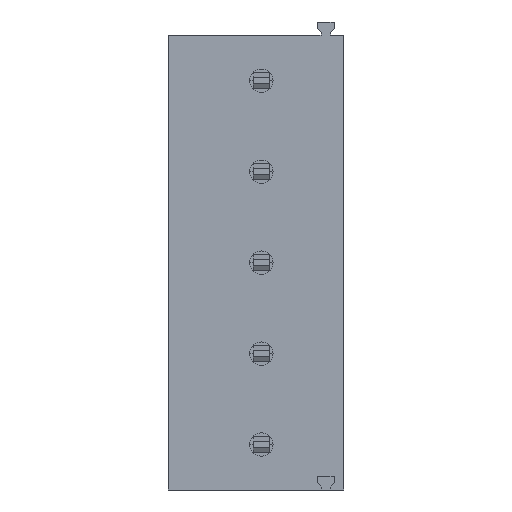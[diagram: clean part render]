
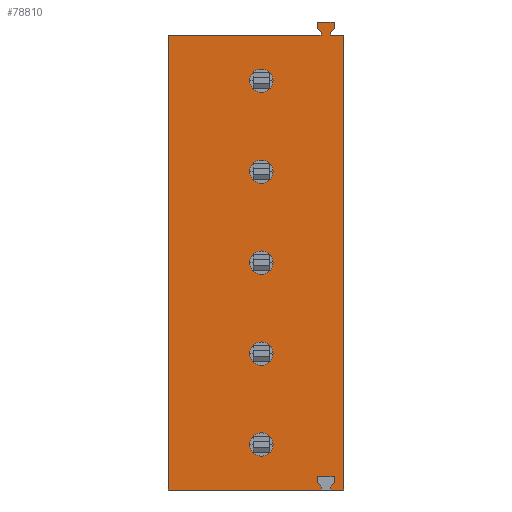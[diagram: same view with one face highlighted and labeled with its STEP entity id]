
A CAD part, front view. The second image highlights one B-rep face of the part: STEP entity #78810.
In plain terms, the highlighted planar face has unit normal (0, -1, 0).
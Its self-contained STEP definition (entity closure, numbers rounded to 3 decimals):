
#5510=CARTESIAN_POINT('',(-58.68,39.429,-5.));
#5520=VERTEX_POINT('',#5510);
#5550=CARTESIAN_POINT('',(-59.33,39.429,-5.));
#5560=DIRECTION('',(0.,-1.,0.));
#5570=DIRECTION('',(1.,0.,0.));
#5580=AXIS2_PLACEMENT_3D('',#5550,#5560,#5570);
#5590=CIRCLE('',#5580,0.65);
#5600=CARTESIAN_POINT('',(-59.98,39.429,-5.));
#5610=VERTEX_POINT('',#5600);
#5620=EDGE_CURVE('',#5610,#5520,#5590,.T.);
#7690=CARTESIAN_POINT('',(-54.73,39.429,-2.46));
#7700=VERTEX_POINT('',#7690);
#7730=CARTESIAN_POINT('',(-118.259,39.429,
-2.46));
#7740=DIRECTION('',(-1.,0.,0.));
#7750=VECTOR('',#7740,1.);
#7760=LINE('',#7730,#7750);
#7770=CARTESIAN_POINT('',(-55.46,39.429,-2.46));
#7780=VERTEX_POINT('',#7770);
#7790=EDGE_CURVE('',#7700,#7780,#7760,.T.);
#8010=CARTESIAN_POINT('',(-55.999,39.429,-2.46));
#8020=VERTEX_POINT('',#8010);
#8050=CARTESIAN_POINT('',(-64.53,39.429,-2.46));
#8060=VERTEX_POINT('',#8050);
#8070=EDGE_CURVE('',#8020,#8060,#7760,.T.);
#10770=CARTESIAN_POINT('',(-55.46,39.429,
-2.293));
#10780=VERTEX_POINT('',#10770);
#10880=CARTESIAN_POINT('',(-55.46,39.429,-10.));
#10890=DIRECTION('',(0.,0.,1.));
#10900=VECTOR('',#10890,1.);
#10910=LINE('',#10880,#10900);
#10920=EDGE_CURVE('',#7780,#10780,#10910,.T.);
#11220=CARTESIAN_POINT('',(-55.999,39.429,
-2.293));
#11230=VERTEX_POINT('',#11220);
#11260=CARTESIAN_POINT('',(-55.999,39.429,-10.));
#11270=DIRECTION('',(0.,0.,1.));
#11280=VECTOR('',#11270,1.);
#11290=LINE('',#11260,#11280);
#11300=EDGE_CURVE('',#8020,#11230,#11290,.T.);
#11600=CARTESIAN_POINT('',(-56.194,39.429,
-2.061));
#11610=VERTEX_POINT('',#11600);
#11640=CARTESIAN_POINT('',(-49.518,39.429,-10.));
#11650=DIRECTION('',(-0.644,0.,0.765));
#11660=VECTOR('',#11650,1.);
#11670=LINE('',#11640,#11660);
#11680=EDGE_CURVE('',#11230,#11610,#11670,.T.);
#11910=CARTESIAN_POINT('',(-56.194,39.429,
-1.719));
#11920=VERTEX_POINT('',#11910);
#12070=CARTESIAN_POINT('',(-55.265,39.429,
-1.719));
#12080=VERTEX_POINT('',#12070);
#12110=CARTESIAN_POINT('',(-118.259,39.429,
-1.719));
#12120=DIRECTION('',(1.,0.,0.));
#12130=VECTOR('',#12120,1.);
#12140=LINE('',#12110,#12130);
#12150=EDGE_CURVE('',#11920,#12080,#12140,.T.);
#12450=CARTESIAN_POINT('',(-55.265,39.429,
-2.061));
#12460=VERTEX_POINT('',#12450);
#12490=CARTESIAN_POINT('',(-55.265,39.429,-10.));
#12500=DIRECTION('',(0.,0.,-1.));
#12510=VECTOR('',#12500,1.);
#12520=LINE('',#12490,#12510);
#12530=EDGE_CURVE('',#12080,#12460,#12520,.T.);
#12780=CARTESIAN_POINT('',(-61.941,39.429,-10.));
#12790=DIRECTION('',(-0.644,0.,-0.765));
#12800=VECTOR('',#12790,1.);
#12810=LINE('',#12780,#12800);
#12820=EDGE_CURVE('',#12460,#10780,#12810,.T.);
#13070=CARTESIAN_POINT('',(-56.194,39.429,-10.));
#13080=DIRECTION('',(0.,0.,-1.));
#13090=VECTOR('',#13080,1.);
#13100=LINE('',#13070,#13090);
#13110=EDGE_CURVE('',#11920,#11610,#13100,.T.);
#18640=CARTESIAN_POINT('',(-58.68,39.429,-20.24));
#18650=VERTEX_POINT('',#18640);
#18830=CARTESIAN_POINT('',(-59.98,39.429,-20.24));
#18840=VERTEX_POINT('',#18830);
#18870=CARTESIAN_POINT('',(-59.33,39.429,-20.24));
#18880=DIRECTION('',(0.,-1.,0.));
#18890=DIRECTION('',(1.,0.,0.));
#18900=AXIS2_PLACEMENT_3D('',#18870,#18880,#18890);
#18910=CIRCLE('',#18900,0.65);
#18920=EDGE_CURVE('',#18650,#18840,#18910,.T.);
#25460=CARTESIAN_POINT('',(-58.68,39.429,-10.08));
#25470=VERTEX_POINT('',#25460);
#25550=CARTESIAN_POINT('',(-59.98,39.429,-10.08));
#25560=VERTEX_POINT('',#25550);
#25590=CARTESIAN_POINT('',(-59.33,39.429,-10.08));
#25600=DIRECTION('',(0.,-1.,0.));
#25610=DIRECTION('',(1.,0.,0.));
#25620=AXIS2_PLACEMENT_3D('',#25590,#25600,#25610);
#25630=CIRCLE('',#25620,0.65);
#25640=EDGE_CURVE('',#25470,#25560,#25630,.T.);
#31880=CARTESIAN_POINT('',(-53.398,39.429,-25.24));
#31890=DIRECTION('',(-0.644,0.,-0.765));
#31900=VECTOR('',#31890,1.);
#31910=LINE('',#31880,#31900);
#31920=CARTESIAN_POINT('',(-55.265,39.429,
-27.461));
#31930=VERTEX_POINT('',#31920);
#31940=CARTESIAN_POINT('',(-55.46,39.429,
-27.693));
#31950=VERTEX_POINT('',#31940);
#31960=EDGE_CURVE('',#31930,#31950,#31910,.T.);
#33970=CARTESIAN_POINT('',(-58.68,39.429,-15.16));
#33980=VERTEX_POINT('',#33970);
#34060=CARTESIAN_POINT('',(-59.98,39.429,-15.16));
#34070=VERTEX_POINT('',#34060);
#34100=CARTESIAN_POINT('',(-59.33,39.429,-15.16));
#34110=DIRECTION('',(0.,-1.,0.));
#34120=DIRECTION('',(1.,0.,0.));
#34130=AXIS2_PLACEMENT_3D('',#34100,#34110,#34120);
#34140=CIRCLE('',#34130,0.65);
#34150=EDGE_CURVE('',#33980,#34070,#34140,.T.);
#46150=CARTESIAN_POINT('',(-64.53,39.429,-25.24));
#46160=DIRECTION('',(0.,0.,1.));
#46170=VECTOR('',#46160,1.);
#46180=LINE('',#46150,#46170);
#46190=CARTESIAN_POINT('',(-64.53,39.429,-27.86));
#46200=VERTEX_POINT('',#46190);
#46210=EDGE_CURVE('',#46200,#8060,#46180,.T.);
#48040=CARTESIAN_POINT('',(-55.46,39.429,-25.24));
#48050=DIRECTION('',(0.,0.,-1.));
#48060=VECTOR('',#48050,1.);
#48070=LINE('',#48040,#48060);
#48080=CARTESIAN_POINT('',(-55.46,39.429,-27.86));
#48090=VERTEX_POINT('',#48080);
#48100=EDGE_CURVE('',#31950,#48090,#48070,.T.);
#56850=CARTESIAN_POINT('',(-54.73,39.429,-27.86));
#56860=VERTEX_POINT('',#56850);
#56890=CARTESIAN_POINT('',(-54.73,39.429,-20.16));
#56900=DIRECTION('',(0.,0.,1.));
#56910=VECTOR('',#56900,1.);
#56920=LINE('',#56890,#56910);
#56930=EDGE_CURVE('',#56860,#7700,#56920,.T.);
#57170=CARTESIAN_POINT('',(-55.265,39.429,-25.24));
#57180=DIRECTION('',(0.,0.,-1.));
#57190=VECTOR('',#57180,1.);
#57200=LINE('',#57170,#57190);
#57210=CARTESIAN_POINT('',(-55.265,39.429,
-27.119));
#57220=VERTEX_POINT('',#57210);
#57230=EDGE_CURVE('',#57220,#31930,#57200,.T.);
#60950=CARTESIAN_POINT('',(-118.259,39.429,-27.86));
#60960=DIRECTION('',(-1.,0.,0.));
#60970=VECTOR('',#60960,1.);
#60980=LINE('',#60950,#60970);
#60990=CARTESIAN_POINT('',(-55.999,39.429,-27.86));
#61000=VERTEX_POINT('',#60990);
#61010=EDGE_CURVE('',#61000,#46200,#60980,.T.);
#61180=EDGE_CURVE('',#56860,#48090,#60980,.T.);
#77930=CARTESIAN_POINT('',(-61.688,39.429,
-19.852));
#77940=DIRECTION('',(0.,-1.,0.));
#77950=DIRECTION('',(1.,0.,0.));
#77960=AXIS2_PLACEMENT_3D('',#77930,#77940,#77950);
#77970=PLANE('',#77960);
#77980=CARTESIAN_POINT('',(-59.33,39.429,-25.32));
#77990=DIRECTION('',(0.,-1.,0.));
#78000=DIRECTION('',(1.,0.,0.));
#78010=AXIS2_PLACEMENT_3D('',#77980,#77990,#78000);
#78020=CIRCLE('',#78010,0.65);
#78030=CARTESIAN_POINT('',(-58.68,39.429,-25.32));
#78040=VERTEX_POINT('',#78030);
#78050=CARTESIAN_POINT('',(-59.98,39.429,-25.32));
#78060=VERTEX_POINT('',#78050);
#78070=EDGE_CURVE('',#78040,#78060,#78020,.T.);
#78080=ORIENTED_EDGE('',*,*,#78070,.F.);
#78090=EDGE_CURVE('',#78060,#78040,#78020,.T.);
#78100=ORIENTED_EDGE('',*,*,#78090,.F.);
#78110=EDGE_LOOP('',(#78100,#78080));
#78120=FACE_BOUND('',#78110,.T.);
#78130=EDGE_CURVE('',#34070,#33980,#34140,.T.);
#78140=ORIENTED_EDGE('',*,*,#78130,.F.);
#78150=ORIENTED_EDGE('',*,*,#34150,.F.);
#78160=EDGE_LOOP('',(#78150,#78140));
#78170=FACE_BOUND('',#78160,.T.);
#78180=EDGE_CURVE('',#25560,#25470,#25630,.T.);
#78190=ORIENTED_EDGE('',*,*,#78180,.F.);
#78200=ORIENTED_EDGE('',*,*,#25640,.F.);
#78210=EDGE_LOOP('',(#78200,#78190));
#78220=FACE_BOUND('',#78210,.T.);
#78230=EDGE_CURVE('',#5520,#5610,#5590,.T.);
#78240=ORIENTED_EDGE('',*,*,#78230,.F.);
#78250=ORIENTED_EDGE('',*,*,#5620,.F.);
#78260=EDGE_LOOP('',(#78250,#78240));
#78270=FACE_BOUND('',#78260,.T.);
#78280=ORIENTED_EDGE('',*,*,#61180,.F.);
#78290=ORIENTED_EDGE('',*,*,#48100,.T.);
#78300=ORIENTED_EDGE('',*,*,#31960,.T.);
#78310=ORIENTED_EDGE('',*,*,#57230,.T.);
#78320=CARTESIAN_POINT('',(-118.259,39.429,
-27.119));
#78330=DIRECTION('',(1.,0.,0.));
#78340=VECTOR('',#78330,1.);
#78350=LINE('',#78320,#78340);
#78360=CARTESIAN_POINT('',(-56.194,39.429,
-27.119));
#78370=VERTEX_POINT('',#78360);
#78380=EDGE_CURVE('',#78370,#57220,#78350,.T.);
#78390=ORIENTED_EDGE('',*,*,#78380,.T.);
#78400=CARTESIAN_POINT('',(-56.194,39.429,-25.24));
#78410=DIRECTION('',(0.,0.,1.));
#78420=VECTOR('',#78410,1.);
#78430=LINE('',#78400,#78420);
#78440=CARTESIAN_POINT('',(-56.194,39.429,
-27.461));
#78450=VERTEX_POINT('',#78440);
#78460=EDGE_CURVE('',#78450,#78370,#78430,.T.);
#78470=ORIENTED_EDGE('',*,*,#78460,.T.);
#78480=CARTESIAN_POINT('',(-58.061,39.429,-25.24));
#78490=DIRECTION('',(-0.644,0.,0.765));
#78500=VECTOR('',#78490,1.);
#78510=LINE('',#78480,#78500);
#78520=CARTESIAN_POINT('',(-55.999,39.429,
-27.693));
#78530=VERTEX_POINT('',#78520);
#78540=EDGE_CURVE('',#78530,#78450,#78510,.T.);
#78550=ORIENTED_EDGE('',*,*,#78540,.T.);
#78560=CARTESIAN_POINT('',(-55.999,39.429,-25.24));
#78570=DIRECTION('',(0.,0.,1.));
#78580=VECTOR('',#78570,1.);
#78590=LINE('',#78560,#78580);
#78600=EDGE_CURVE('',#61000,#78530,#78590,.T.);
#78610=ORIENTED_EDGE('',*,*,#78600,.T.);
#78620=ORIENTED_EDGE('',*,*,#61010,.F.);
#78630=ORIENTED_EDGE('',*,*,#46210,.F.);
#78640=ORIENTED_EDGE('',*,*,#8070,.T.);
#78650=ORIENTED_EDGE('',*,*,#11300,.F.);
#78660=ORIENTED_EDGE('',*,*,#11680,.F.);
#78670=ORIENTED_EDGE('',*,*,#13110,.T.);
#78680=ORIENTED_EDGE('',*,*,#12150,.F.);
#78690=ORIENTED_EDGE('',*,*,#12530,.F.);
#78700=ORIENTED_EDGE('',*,*,#12820,.F.);
#78710=ORIENTED_EDGE('',*,*,#10920,.T.);
#78720=ORIENTED_EDGE('',*,*,#7790,.T.);
#78730=ORIENTED_EDGE('',*,*,#56930,.T.);
#78740=EDGE_LOOP('',(#78730,#78720,#78710,#78700,#78690,#78680,#78670,
#78660,#78650,#78640,#78630,#78620,#78610,#78550,#78470,#78390,#78310,
#78300,#78290,#78280));
#78750=FACE_OUTER_BOUND('',#78740,.T.);
#78760=EDGE_CURVE('',#18840,#18650,#18910,.T.);
#78770=ORIENTED_EDGE('',*,*,#78760,.F.);
#78780=ORIENTED_EDGE('',*,*,#18920,.F.);
#78790=EDGE_LOOP('',(#78780,#78770));
#78800=FACE_BOUND('',#78790,.T.);
#78810=ADVANCED_FACE('',(#78120,#78170,#78220,#78270,#78750,#78800),
#77970,.T.);
